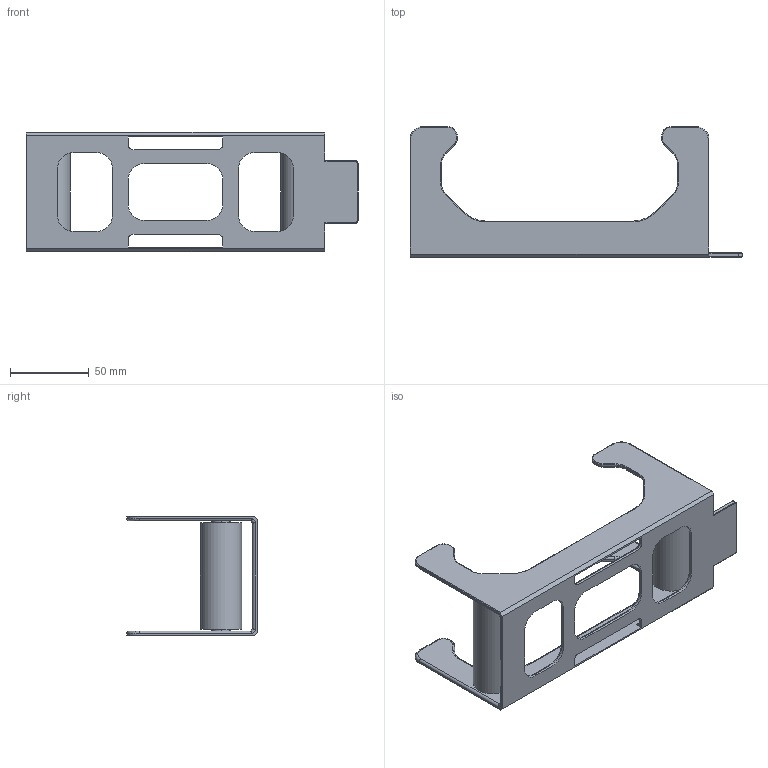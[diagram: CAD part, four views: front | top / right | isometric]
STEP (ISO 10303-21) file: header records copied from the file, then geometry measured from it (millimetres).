
FILE_DESCRIPTION(/* description */ (''),/* implementation_level */ '2;1');
FILE_NAME(/* name */ 'Spool Holder (D) v6.step',/* time_stamp */ '2023-12-10T07:51:02-07:00',/* author */ (''),/* organization */ (''),/* preprocessor_version */ 'ST-DEVELOPER v20',/* originating_system */ 'Autodesk Translation Framework v12.14.0.127',/* authorisation */ '');
FILE_SCHEMA (('AUTOMOTIVE_DESIGN { 1 0 10303 214 3 1 1 }'));
Length unit declared in the file: millimetre
Products named in the file (3): Spool Holder (D); Base; Roller
Assembly tree (2 placements, depth 2):
  Spool Holder (D)
    Base
    Roller
Bounding box: 211 x 83 x 76 mm (x, y, z)
Volume: 102475 mm3; surface area: 70793 mm2
Topology: 7 solids, 7 shells, 299 faces, 691 edges, 410 vertices
Faces by surface type: cylinder 139, plane 90, torus 64, cone 6
Full cylindrical faces by diameter (mm): 7.8 x4, 18 x2, 22.2 x4, 26.2 x2
Entity records: 8577 total; most frequent: DIRECTION 1647, CARTESIAN_POINT 1441, ORIENTED_EDGE 1382, EDGE_CURVE 691, AXIS2_PLACEMENT_3D 656, VERTEX_POINT 410, LINE 335, VECTOR 335
